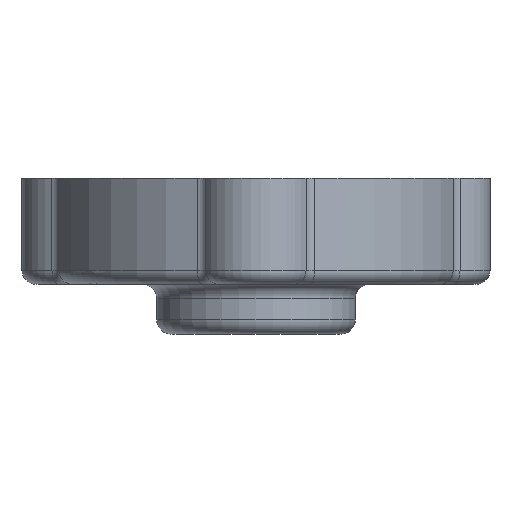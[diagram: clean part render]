
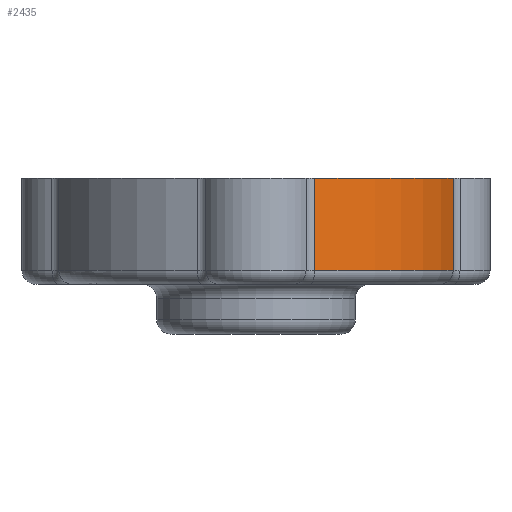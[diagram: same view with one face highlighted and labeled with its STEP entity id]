
A CAD part, front view. The second image highlights one B-rep face of the part: STEP entity #2435.
In plain terms, the highlighted cylindrical face has radius 29 mm (diameter 58 mm), a partial arc.
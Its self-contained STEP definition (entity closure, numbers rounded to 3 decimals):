
#79 = LINE ( 'NONE', #1210, #397 ) ;
#90 = DIRECTION ( 'NONE',  ( 0., 0., 1. ) ) ;
#138 = CIRCLE ( 'NONE', #1513, 29. ) ;
#212 = CARTESIAN_POINT ( 'NONE',  ( 8.247, -27.803, -13. ) ) ;
#237 = DIRECTION ( 'NONE',  ( 0., 0., 1. ) ) ;
#397 = VECTOR ( 'NONE', #989, 1000. ) ;
#423 = EDGE_CURVE ( 'NONE', #1974, #980, #79, .T. ) ;
#553 = DIRECTION ( 'NONE',  ( -1., 0., 0. ) ) ;
#571 = CARTESIAN_POINT ( 'NONE',  ( 27.803, -8.247, -15. ) ) ;
#574 = VECTOR ( 'NONE', #90, 1000. ) ;
#910 = CYLINDRICAL_SURFACE ( 'NONE', #2438, 29. ) ;
#980 = VERTEX_POINT ( 'NONE', #2646 ) ;
#989 = DIRECTION ( 'NONE',  ( 0., 0., 1. ) ) ;
#1210 = CARTESIAN_POINT ( 'NONE',  ( 8.247, -27.803, -15. ) ) ;
#1246 = CARTESIAN_POINT ( 'NONE',  ( 27.803, -8.247, -13. ) ) ;
#1383 = CARTESIAN_POINT ( 'NONE',  ( 0., 0., -15. ) ) ;
#1490 = VERTEX_POINT ( 'NONE', #1983 ) ;
#1497 = ORIENTED_EDGE ( 'NONE', *, *, #1797, .T. ) ;
#1513 = AXIS2_PLACEMENT_3D ( 'NONE', #1676, #2613, #553 ) ;
#1586 = ORIENTED_EDGE ( 'NONE', *, *, #2663, .F. ) ;
#1676 = CARTESIAN_POINT ( 'NONE',  ( 0., 0., -13. ) ) ;
#1797 = EDGE_CURVE ( 'NONE', #2208, #1490, #1896, .T. ) ;
#1890 = EDGE_LOOP ( 'NONE', ( #2000, #2924, #1497, #1586 ) ) ;
#1896 = LINE ( 'NONE', #571, #574 ) ;
#1899 = CIRCLE ( 'NONE', #2195, 29. ) ;
#1974 = VERTEX_POINT ( 'NONE', #212 ) ;
#1983 = CARTESIAN_POINT ( 'NONE',  ( 27.803, -8.247, 0. ) ) ;
#2000 = ORIENTED_EDGE ( 'NONE', *, *, #423, .F. ) ;
#2161 = DIRECTION ( 'NONE',  ( 0., 0., 1. ) ) ;
#2195 = AXIS2_PLACEMENT_3D ( 'NONE', #2658, #2161, #2866 ) ;
#2208 = VERTEX_POINT ( 'NONE', #1246 ) ;
#2357 = DIRECTION ( 'NONE',  ( 1., 0., 0. ) ) ;
#2435 = ADVANCED_FACE ( 'NONE', ( #2746 ), #910, .T. ) ;
#2438 = AXIS2_PLACEMENT_3D ( 'NONE', #1383, #237, #2357 ) ;
#2612 = EDGE_CURVE ( 'NONE', #1974, #2208, #138, .T. ) ;
#2613 = DIRECTION ( 'NONE',  ( 0., 0., 1. ) ) ;
#2646 = CARTESIAN_POINT ( 'NONE',  ( 8.247, -27.803, 0. ) ) ;
#2658 = CARTESIAN_POINT ( 'NONE',  ( 0., 0., 0. ) ) ;
#2663 = EDGE_CURVE ( 'NONE', #980, #1490, #1899, .T. ) ;
#2746 = FACE_OUTER_BOUND ( 'NONE', #1890, .T. ) ;
#2866 = DIRECTION ( 'NONE',  ( 1., 0., 0. ) ) ;
#2924 = ORIENTED_EDGE ( 'NONE', *, *, #2612, .T. ) ;
